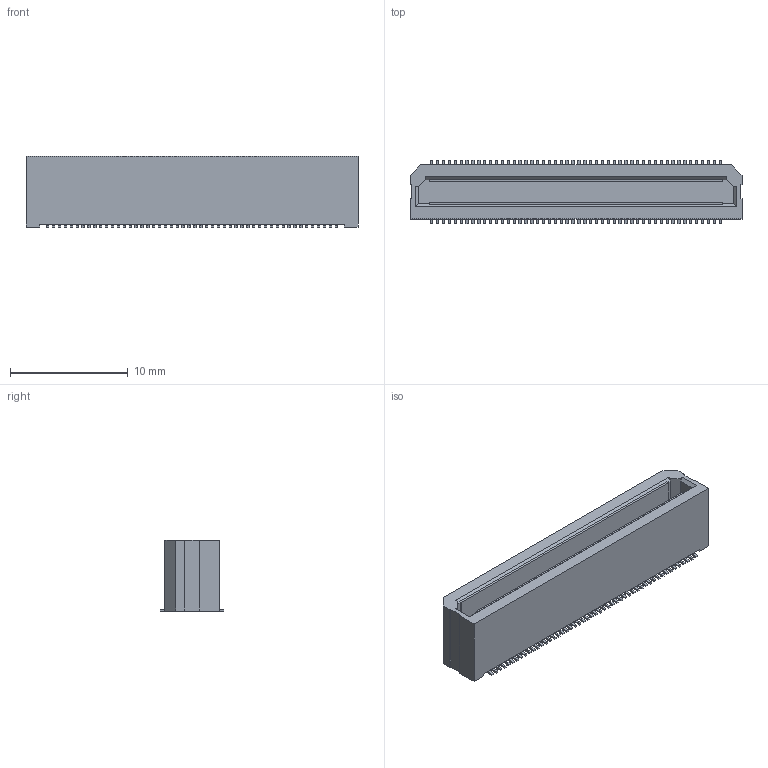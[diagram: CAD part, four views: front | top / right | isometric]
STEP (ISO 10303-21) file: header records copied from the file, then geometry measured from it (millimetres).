
FILE_DESCRIPTION (( 'STEP AP214' ), '1' );
FILE_NAME ('axk5s00347y.stp', '2007-10-17T03:57:59', ( '' ), ( 'PanasonicCorporation' ), '', '', '' );
FILE_SCHEMA (( 'AUTOMOTIVE_DESIGN' ));
Length unit declared in the file: millimetre
Products named in the file (1): axk5s00347y
Bounding box: 28.2 x 5.4 x 6.05 mm (x, y, z)
Volume: 633.7 mm3; surface area: 840.5 mm2
Topology: 1 solids, 1 shells, 745 faces, 1920 edges, 1278 vertices
Faces by surface type: plane 545, cylinder 200
Entity records: 22589 total; most frequent: CARTESIAN_POINT 3944, ORIENTED_EDGE 3840, DIRECTION 3812, EDGE_CURVE 1920, VECTOR 1520, LINE 1520, VERTEX_POINT 1278, AXIS2_PLACEMENT_3D 1146
